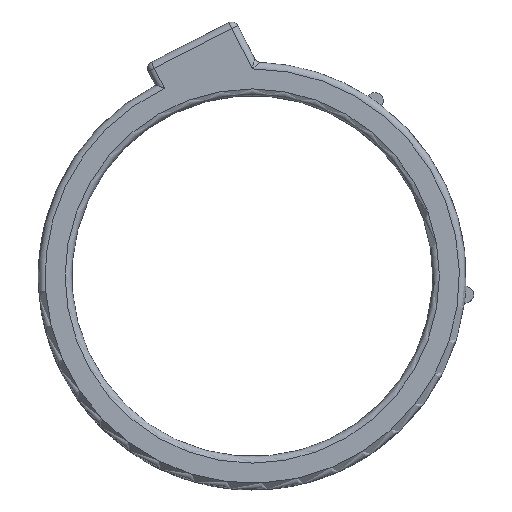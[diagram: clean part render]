
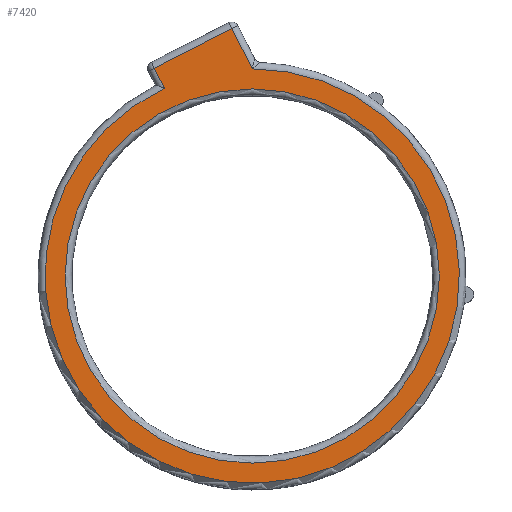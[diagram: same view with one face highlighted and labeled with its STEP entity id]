
A CAD part, top view. The second image highlights one B-rep face of the part: STEP entity #7420.
In plain terms, the highlighted planar face has unit normal (0, 0, 1).
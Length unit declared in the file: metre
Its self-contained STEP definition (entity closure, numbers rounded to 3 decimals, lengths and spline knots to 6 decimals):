
#188=PLANE('',#8009);
#925=CIRCLE('',#8010,0.028);
#926=CIRCLE('',#8011,0.031);
#1397=ORIENTED_EDGE('',*,*,#3735,.T.);
#1398=ORIENTED_EDGE('',*,*,#3736,.T.);
#1399=ORIENTED_EDGE('',*,*,#3737,.T.);
#1400=ORIENTED_EDGE('',*,*,#3738,.T.);
#1401=ORIENTED_EDGE('',*,*,#3739,.T.);
#3735=EDGE_CURVE('',#4897,#4897,#925,.F.);
#3736=EDGE_CURVE('',#4898,#4899,#5406,.T.);
#3737=EDGE_CURVE('',#4899,#4900,#5407,.T.);
#3738=EDGE_CURVE('',#4900,#4901,#5408,.F.);
#3739=EDGE_CURVE('',#4901,#4898,#926,.T.);
#4897=VERTEX_POINT('',#11258);
#4898=VERTEX_POINT('',#11260);
#4899=VERTEX_POINT('',#11261);
#4900=VERTEX_POINT('',#11263);
#4901=VERTEX_POINT('',#11265);
#5406=LINE('',#11259,#5913);
#5407=LINE('',#11262,#5914);
#5408=LINE('',#11264,#5915);
#5913=VECTOR('',#8792,1.);
#5914=VECTOR('',#8793,1.);
#5915=VECTOR('',#8794,1.);
#6381=EDGE_LOOP('',(#1397));
#6382=EDGE_LOOP('',(#1398,#1399,#1400,#1401));
#6866=FACE_BOUND('',#6381,.T.);
#6867=FACE_BOUND('',#6382,.T.);
#7420=ADVANCED_FACE('',(#6866,#6867),#188,.T.);
#8009=AXIS2_PLACEMENT_3D('',#11256,#8788,#8789);
#8010=AXIS2_PLACEMENT_3D('',#11257,#8790,#8791);
#8011=AXIS2_PLACEMENT_3D('',#11266,#8795,#8796);
#8788=DIRECTION('',(0.,0.,1.));
#8789=DIRECTION('',(1.,0.,0.));
#8790=DIRECTION('',(0.,0.,1.));
#8791=DIRECTION('',(1.,0.,0.));
#8792=DIRECTION('',(-0.454,0.891,0.));
#8793=DIRECTION('',(-0.891,-0.454,0.));
#8794=DIRECTION('',(-0.454,0.891,0.));
#8795=DIRECTION('',(0.,0.,1.));
#8796=DIRECTION('',(1.,0.,0.));
#11256=CARTESIAN_POINT('',(0.,0.,0.006));
#11257=CARTESIAN_POINT('',(0.,0.,0.006));
#11258=CARTESIAN_POINT('',(0.028,0.,0.006));
#11259=CARTESIAN_POINT('',(-0.003518,0.037905,0.006));
#11260=CARTESIAN_POINT('',(0.,0.031,0.006));
#11261=CARTESIAN_POINT('',(-0.003064,0.037014,0.006));
#11262=CARTESIAN_POINT('',(-0.015539,0.030658,0.006));
#11263=CARTESIAN_POINT('',(-0.014648,0.031112,0.006));
#11264=CARTESIAN_POINT('',(-0.013571,0.029,0.006));
#11265=CARTESIAN_POINT('',(-0.013109,0.028092,0.006));
#11266=CARTESIAN_POINT('',(0.,0.,0.006));
